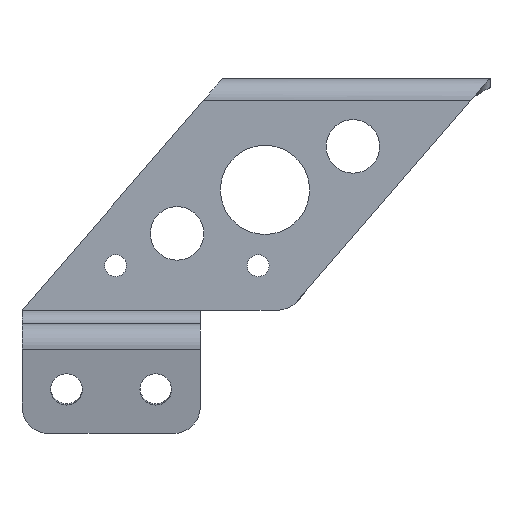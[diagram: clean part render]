
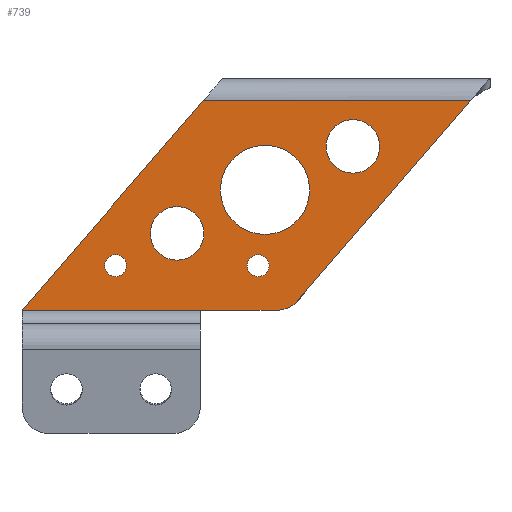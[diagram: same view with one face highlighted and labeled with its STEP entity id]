
A CAD part, top view. The second image highlights one B-rep face of the part: STEP entity #739.
In plain terms, the highlighted planar face has unit normal (0, 0, 1).
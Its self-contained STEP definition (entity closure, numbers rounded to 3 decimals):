
#44=FACE_BOUND($,#175,.T.);
#45=FACE_BOUND($,#176,.T.);
#46=FACE_BOUND($,#177,.T.);
#47=FACE_BOUND($,#178,.T.);
#48=FACE_BOUND($,#179,.T.);
#69=PLANE($,#821);
#109=FACE_OUTER_BOUND($,#174,.T.);
#174=EDGE_LOOP($,(#654,#655,#656,#657,#658,#659));
#175=EDGE_LOOP($,(#660));
#176=EDGE_LOOP($,(#661));
#177=EDGE_LOOP($,(#662));
#178=EDGE_LOOP($,(#663));
#179=EDGE_LOOP($,(#664));
#192=LINE($,#1069,#245);
#206=LINE($,#1117,#259);
#233=LINE($,#1275,#286);
#235=LINE($,#1314,#288);
#236=LINE($,#1316,#289);
#245=VECTOR($,#853,17.258);
#259=VECTOR($,#899,40.);
#286=VECTOR($,#1002,60.);
#288=VECTOR($,#1006,62.155);
#289=VECTOR($,#1009,59.413);
#291=CIRCLE($,#746,6.);
#324=CIRCLE($,#812,10.);
#325=CIRCLE($,#814,6.);
#326=CIRCLE($,#816,6.);
#327=CIRCLE($,#818,2.45);
#328=CIRCLE($,#820,2.45);
#329=VERTEX_POINT($,#1039);
#330=VERTEX_POINT($,#1040);
#342=VERTEX_POINT($,#1068);
#360=VERTEX_POINT($,#1116);
#386=VERTEX_POINT($,#1240);
#387=VERTEX_POINT($,#1274);
#388=VERTEX_POINT($,#1318);
#389=VERTEX_POINT($,#1321);
#390=VERTEX_POINT($,#1324);
#391=VERTEX_POINT($,#1327);
#392=VERTEX_POINT($,#1330);
#393=EDGE_CURVE($,#329,#330,#291,.T.);
#407=EDGE_CURVE($,#330,#342,#192,.T.);
#431=EDGE_CURVE($,#342,#360,#206,.T.);
#477=EDGE_CURVE($,#387,#386,#233,.T.);
#480=EDGE_CURVE($,#360,#386,#235,.T.);
#481=EDGE_CURVE($,#387,#329,#236,.T.);
#482=EDGE_CURVE($,#388,#388,#324,.T.);
#483=EDGE_CURVE($,#389,#389,#325,.T.);
#484=EDGE_CURVE($,#390,#390,#326,.T.);
#485=EDGE_CURVE($,#391,#391,#327,.T.);
#486=EDGE_CURVE($,#392,#392,#328,.T.);
#654=ORIENTED_EDGE($,*,*,#393,.F.);
#655=ORIENTED_EDGE($,*,*,#481,.F.);
#656=ORIENTED_EDGE($,*,*,#477,.T.);
#657=ORIENTED_EDGE($,*,*,#480,.F.);
#658=ORIENTED_EDGE($,*,*,#431,.F.);
#659=ORIENTED_EDGE($,*,*,#407,.F.);
#660=ORIENTED_EDGE($,*,*,#482,.T.);
#661=ORIENTED_EDGE($,*,*,#483,.T.);
#662=ORIENTED_EDGE($,*,*,#484,.T.);
#663=ORIENTED_EDGE($,*,*,#485,.T.);
#664=ORIENTED_EDGE($,*,*,#486,.T.);
#739=ADVANCED_FACE($,(#109,#44,#45,#46,#47,#48),#69,.T.);
#746=AXIS2_PLACEMENT_3D($,#1041,#828,#829);
#812=AXIS2_PLACEMENT_3D($,#1319,#1012,#1013);
#814=AXIS2_PLACEMENT_3D($,#1322,#1016,#1017);
#816=AXIS2_PLACEMENT_3D($,#1325,#1020,#1021);
#818=AXIS2_PLACEMENT_3D($,#1328,#1024,#1025);
#820=AXIS2_PLACEMENT_3D($,#1331,#1028,#1029);
#821=AXIS2_PLACEMENT_3D($,#1332,#1030,#1031);
#828=DIRECTION('center_axis',(0.,0.,-1.));
#829=DIRECTION('ref_axis',(0.416,-0.909,0.));
#853=DIRECTION($,(-1.,0.,0.));
#899=DIRECTION($,(-1.,0.,0.));
#1002=DIRECTION($,(-1.,0.,0.));
#1006=DIRECTION($,(0.654,0.756,0.));
#1009=DIRECTION($,(-0.654,-0.756,0.));
#1012=DIRECTION('center_axis',(0.,0.,-1.));
#1013=DIRECTION('ref_axis',(-1.,0.,0.));
#1016=DIRECTION('center_axis',(0.,0.,-1.));
#1017=DIRECTION('ref_axis',(-1.,0.,0.));
#1020=DIRECTION('center_axis',(0.,0.,-1.));
#1021=DIRECTION('ref_axis',(-1.,0.,0.));
#1024=DIRECTION('center_axis',(0.,0.,-1.));
#1025=DIRECTION('ref_axis',(-1.,0.,0.));
#1028=DIRECTION('center_axis',(0.,0.,-1.));
#1029=DIRECTION('ref_axis',(-1.,0.,0.));
#1030=DIRECTION('center_axis',(0.,0.,1.));
#1031=DIRECTION('ref_axis',(1.,0.,0.));
#1039=CARTESIAN_POINT('',(1.795,2.074,2.));
#1040=CARTESIAN_POINT('',(-2.742,0.,2.));
#1041=CARTESIAN_POINT('Origin',(-2.742,6.,2.));
#1068=CARTESIAN_POINT('',(-20.,0.,2.));
#1069=CARTESIAN_POINT($,(-60.,0.,2.));
#1116=CARTESIAN_POINT('',(-60.,0.,2.));
#1117=CARTESIAN_POINT($,(-60.,0.,2.));
#1240=CARTESIAN_POINT('',(-19.327,47.,2.));
#1274=CARTESIAN_POINT('',(40.673,47.,2.));
#1275=CARTESIAN_POINT($,(16.587,47.,2.));
#1314=CARTESIAN_POINT($,(-15.,52.,2.));
#1316=CARTESIAN_POINT($,(0.,0.,2.));
#1318=CARTESIAN_POINT('',(4.519,27.,2.));
#1319=CARTESIAN_POINT('Origin',(-5.481,27.,2.));
#1321=CARTESIAN_POINT('',(-19.196,17.236,2.));
#1322=CARTESIAN_POINT('Origin',(-25.196,17.236,2.));
#1324=CARTESIAN_POINT('',(20.234,36.764,2.));
#1325=CARTESIAN_POINT('Origin',(14.234,36.764,2.));
#1327=CARTESIAN_POINT('',(-4.55,10.,2.));
#1328=CARTESIAN_POINT('Origin',(-7.,10.,2.));
#1330=CARTESIAN_POINT('',(-36.55,10.,2.));
#1331=CARTESIAN_POINT('Origin',(-39.,10.,2.));
#1332=CARTESIAN_POINT('Origin',(-7.5,26.,2.));
